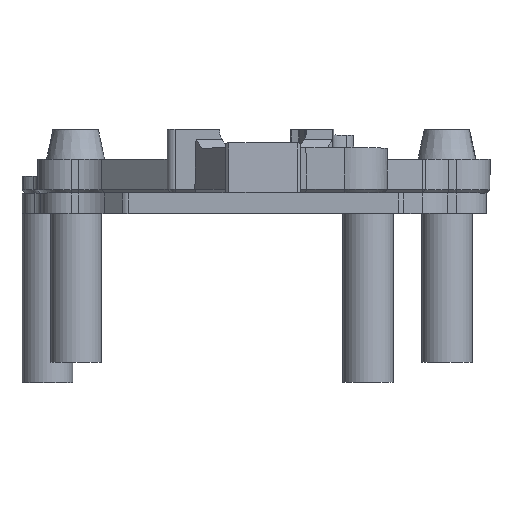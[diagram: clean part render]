
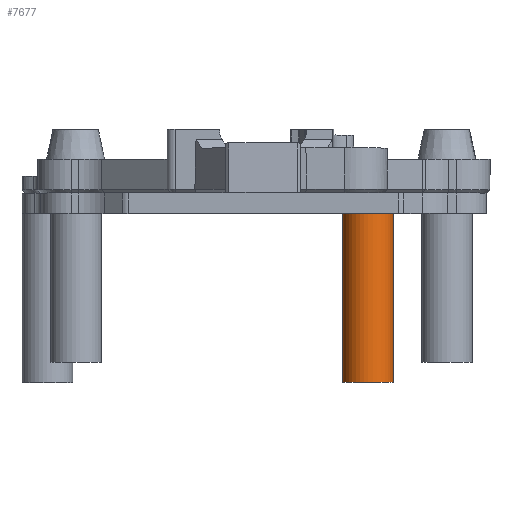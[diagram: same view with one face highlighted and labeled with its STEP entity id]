
A CAD part, top view. The second image highlights one B-rep face of the part: STEP entity #7677.
In plain terms, the highlighted cylindrical face has radius 3 mm (diameter 6 mm), a full revolution.
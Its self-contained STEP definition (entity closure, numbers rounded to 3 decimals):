
#549=FACE_OUTER_BOUND('',#993,.T.);
#993=EDGE_LOOP('',(#5240,#5241,#5242,#5243));
#1482=LINE('',#11326,#2232);
#2232=VECTOR('',#9009,3.);
#2987=CIRCLE('',#8185,3.);
#2988=CIRCLE('',#8186,3.);
#3303=VERTEX_POINT('',#11323);
#3304=VERTEX_POINT('',#11325);
#4057=EDGE_CURVE('',#3303,#3303,#2987,.T.);
#4058=EDGE_CURVE('',#3303,#3304,#1482,.T.);
#4059=EDGE_CURVE('',#3304,#3304,#2988,.T.);
#5240=ORIENTED_EDGE('',*,*,#4057,.F.);
#5241=ORIENTED_EDGE('',*,*,#4058,.T.);
#5242=ORIENTED_EDGE('',*,*,#4059,.F.);
#5243=ORIENTED_EDGE('',*,*,#4058,.F.);
#7557=CYLINDRICAL_SURFACE('',#8184,3.);
#7677=ADVANCED_FACE('',(#549),#7557,.T.);
#8184=AXIS2_PLACEMENT_3D('',#11322,#9005,#9006);
#8185=AXIS2_PLACEMENT_3D('',#11324,#9007,#9008);
#8186=AXIS2_PLACEMENT_3D('',#11327,#9010,#9011);
#9005=DIRECTION('center_axis',(0.,1.,0.));
#9006=DIRECTION('ref_axis',(1.,0.,0.));
#9007=DIRECTION('center_axis',(0.,1.,0.));
#9008=DIRECTION('ref_axis',(1.,0.,0.));
#9009=DIRECTION('',(0.,-1.,0.));
#9010=DIRECTION('center_axis',(0.,-1.,0.));
#9011=DIRECTION('ref_axis',(1.,0.,0.));
#11322=CARTESIAN_POINT('Origin',(21.901,24.014,94.328));
#11323=CARTESIAN_POINT('',(18.901,31.514,94.328));
#11324=CARTESIAN_POINT('Origin',(21.901,31.514,94.328));
#11325=CARTESIAN_POINT('',(18.901,11.514,94.328));
#11326=CARTESIAN_POINT('',(18.901,24.014,94.328));
#11327=CARTESIAN_POINT('Origin',(21.901,11.514,94.328));
